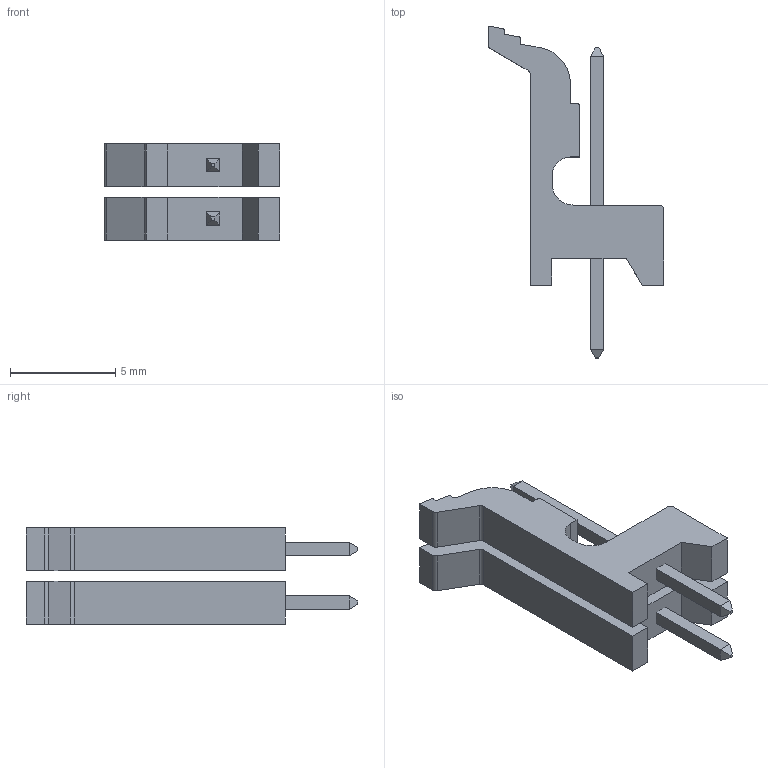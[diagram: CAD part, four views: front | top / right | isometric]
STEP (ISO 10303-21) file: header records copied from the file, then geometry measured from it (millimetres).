
FILE_DESCRIPTION (( 'STEP AP203' ), '1' );
FILE_NAME ('CNX V02 NTP.STEP', '2011-03-03T16:43:56', ( ' ' ), ( ' ' ), 'SwSTEP 2.0', 'SolidWorks 2010', '' );
FILE_SCHEMA (( 'CONFIG_CONTROL_DESIGN' ));
Length unit declared in the file: millimetre
Products named in the file (3): CNX V02 NTP; 450 028; 450028-580
Assembly tree (3 placements, depth 2):
  CNX V02 NTP
    450 028
    450028-580  x2
Bounding box: 8.35 x 15.77 x 4.57 mm (x, y, z)
Volume: 151.1 mm3; surface area: 396.1 mm2
Topology: 4 solids, 4 shells, 98 faces, 254 edges, 164 vertices
Faces by surface type: plane 72, cylinder 26
Entity records: 2961 total; most frequent: CARTESIAN_POINT 464, DIRECTION 458, ORIENTED_EDGE 452, EDGE_CURVE 226, VECTOR 174, LINE 174, VERTEX_POINT 148, AXIS2_PLACEMENT_3D 142
